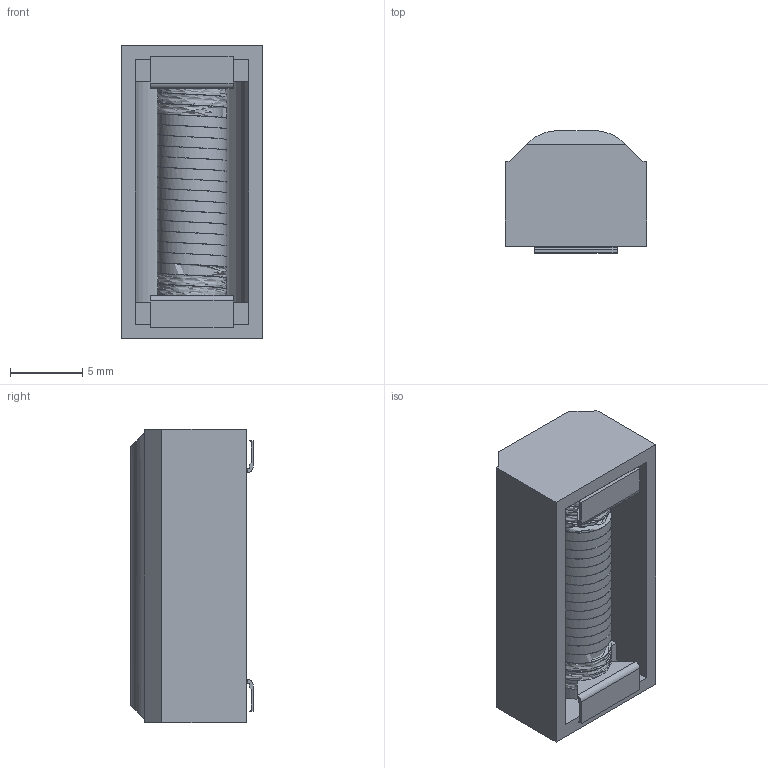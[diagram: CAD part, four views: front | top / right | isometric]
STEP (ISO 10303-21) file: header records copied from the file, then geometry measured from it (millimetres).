
FILE_DESCRIPTION (( 'STEP AP214' ), '1' );
FILE_NAME ('31499-xxr3.STEP', '2011-07-05T14:31:53', ( 'Vicor User' ), ( 'Microsoft' ), 'SwSTEP 2.0', 'SolidWorks 2010', '' );
FILE_SCHEMA (( 'AUTOMOTIVE_DESIGN' ));
Length unit declared in the file: inch
Products named in the file (1): 31499-xxr3
Bounding box: 9.78 x 8.46 x 20.32 mm (x, y, z)
Volume: 788.1 mm3; surface area: 2139.5 mm2
Topology: 1 solids, 1 shells, 78 faces, 240 edges, 156 vertices
Faces by surface type: plane 55, cylinder 13, bspline 10
Full cylindrical faces by diameter (mm): 2.743 x1, 4.267 x1
Entity records: 10162 total; most frequent: CARTESIAN_POINT 7109, ORIENTED_EDGE 476, DIRECTION 348, EDGE_CURVE 238, VECTOR 158, LINE 158, VERTEX_POINT 156, AXIS2_PLACEMENT_3D 95
